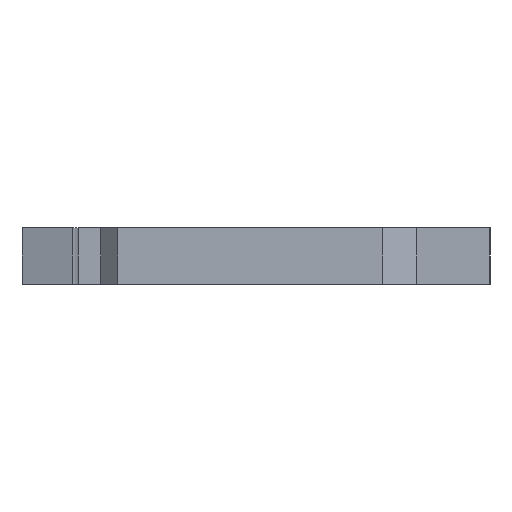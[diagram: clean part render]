
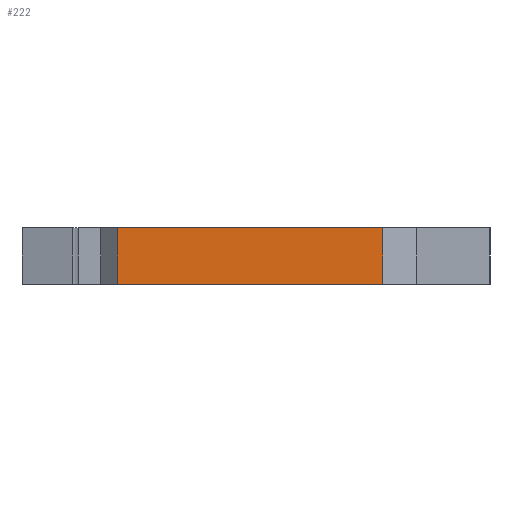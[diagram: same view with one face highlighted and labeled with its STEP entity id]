
A CAD part, left-side view. The second image highlights one B-rep face of the part: STEP entity #222.
In plain terms, the highlighted planar face has unit normal (-1, 0, 0).
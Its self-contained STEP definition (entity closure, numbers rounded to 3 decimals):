
#128 = CARTESIAN_POINT ( 'NONE',  ( -21.5, 3., 5. ) ) ;
#139 = EDGE_CURVE ( 'NONE', #599, #970, #1790, .T. ) ;
#191 = EDGE_CURVE ( 'NONE', #648, #599, #1362, .T. ) ;
#222 = ADVANCED_FACE ( 'NONE', ( #2676 ), #1141, .T. ) ;
#359 = VECTOR ( 'NONE', #1375, 1000. ) ;
#363 = VECTOR ( 'NONE', #2727, 1000. ) ;
#520 = ORIENTED_EDGE ( 'NONE', *, *, #844, .F. ) ;
#572 = EDGE_LOOP ( 'NONE', ( #2098, #520, #1455, #679 ) ) ;
#599 = VERTEX_POINT ( 'NONE', #2012 ) ;
#648 = VERTEX_POINT ( 'NONE', #2076 ) ;
#679 = ORIENTED_EDGE ( 'NONE', *, *, #191, .T. ) ;
#844 = EDGE_CURVE ( 'NONE', #1772, #970, #1038, .T. ) ;
#860 = CARTESIAN_POINT ( 'NONE',  ( -21.5, 26.5, 5. ) ) ;
#933 = CARTESIAN_POINT ( 'NONE',  ( -21.5, 26.5, 5. ) ) ;
#970 = VERTEX_POINT ( 'NONE', #1821 ) ;
#1038 = LINE ( 'NONE', #860, #363 ) ;
#1141 = PLANE ( 'NONE',  #2039 ) ;
#1154 = CARTESIAN_POINT ( 'NONE',  ( -21.5, 26.5, 5. ) ) ;
#1332 = VECTOR ( 'NONE', #2639, 1000. ) ;
#1362 = LINE ( 'NONE', #128, #1332 ) ;
#1375 = DIRECTION ( 'NONE',  ( 0., 1., 0. ) ) ;
#1398 = EDGE_CURVE ( 'NONE', #648, #1772, #2630, .T. ) ;
#1455 = ORIENTED_EDGE ( 'NONE', *, *, #1398, .F. ) ;
#1568 = CARTESIAN_POINT ( 'NONE',  ( -21.5, 32.5, 0. ) ) ;
#1613 = DIRECTION ( 'NONE',  ( -1., 0., 0. ) ) ;
#1772 = VERTEX_POINT ( 'NONE', #2437 ) ;
#1790 = LINE ( 'NONE', #1154, #359 ) ;
#1821 = CARTESIAN_POINT ( 'NONE',  ( -21.5, 26.5, 5. ) ) ;
#2012 = CARTESIAN_POINT ( 'NONE',  ( -21.5, 3., 5. ) ) ;
#2039 = AXIS2_PLACEMENT_3D ( 'NONE', #933, #1613, #2225 ) ;
#2076 = CARTESIAN_POINT ( 'NONE',  ( -21.5, 3., 0. ) ) ;
#2098 = ORIENTED_EDGE ( 'NONE', *, *, #139, .T. ) ;
#2225 = DIRECTION ( 'NONE',  ( 0., -1., 0. ) ) ;
#2358 = VECTOR ( 'NONE', #2397, 1000. ) ;
#2397 = DIRECTION ( 'NONE',  ( 0., 1., 0. ) ) ;
#2437 = CARTESIAN_POINT ( 'NONE',  ( -21.5, 26.5, 0. ) ) ;
#2630 = LINE ( 'NONE', #1568, #2358 ) ;
#2639 = DIRECTION ( 'NONE',  ( 0., 0., 1. ) ) ;
#2676 = FACE_OUTER_BOUND ( 'NONE', #572, .T. ) ;
#2727 = DIRECTION ( 'NONE',  ( 0., 0., 1. ) ) ;
